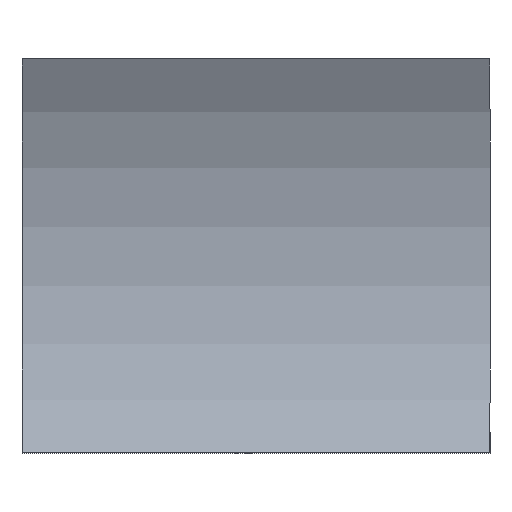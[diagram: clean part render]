
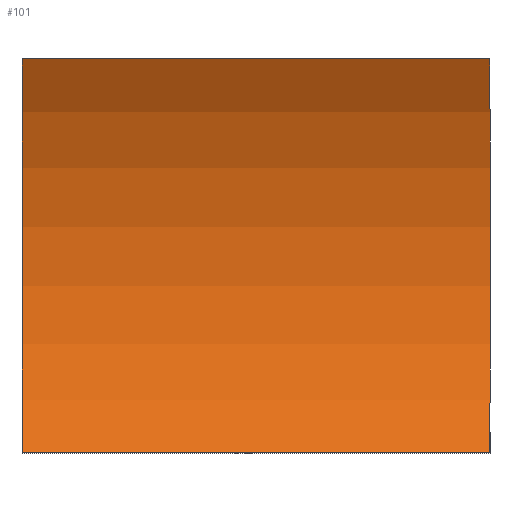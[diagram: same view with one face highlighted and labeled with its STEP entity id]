
A CAD part, top view. The second image highlights one B-rep face of the part: STEP entity #101.
In plain terms, the highlighted cylindrical face has radius 78.227 mm (diameter 156.455 mm), a partial arc.
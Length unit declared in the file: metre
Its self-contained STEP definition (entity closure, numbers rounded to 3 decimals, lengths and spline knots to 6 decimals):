
#12=CYLINDRICAL_SURFACE('',#122,0.078227);
#13=CIRCLE('',#117,0.078227);
#14=CIRCLE('',#120,0.078227);
#35=ORIENTED_EDGE('',*,*,#50,.F.);
#36=ORIENTED_EDGE('',*,*,#41,.T.);
#37=ORIENTED_EDGE('',*,*,#45,.T.);
#38=ORIENTED_EDGE('',*,*,#48,.F.);
#41=EDGE_CURVE('',#54,#53,#61,.T.);
#45=EDGE_CURVE('',#53,#56,#13,.T.);
#48=EDGE_CURVE('',#58,#56,#67,.T.);
#50=EDGE_CURVE('',#54,#58,#14,.F.);
#53=VERTEX_POINT('',#157);
#54=VERTEX_POINT('',#159);
#56=VERTEX_POINT('',#165);
#58=VERTEX_POINT('',#171);
#61=LINE('',#158,#71);
#67=LINE('',#172,#77);
#71=VECTOR('',#129,1.);
#77=VECTOR('',#141,1.);
#84=EDGE_LOOP('',(#35,#36,#37,#38));
#90=FACE_BOUND('',#84,.T.);
#101=ADVANCED_FACE('',(#90),#12,.F.);
#117=AXIS2_PLACEMENT_3D('',#166,#135,#136);
#120=AXIS2_PLACEMENT_3D('',#175,#145,#146);
#122=AXIS2_PLACEMENT_3D('',#177,#149,#150);
#129=DIRECTION('',(-1.,0.,0.));
#135=DIRECTION('',(-1.,0.,0.));
#136=DIRECTION('',(0.,0.,1.));
#141=DIRECTION('',(-1.,0.,0.));
#145=DIRECTION('',(1.,0.,0.));
#146=DIRECTION('',(0.,1.,0.));
#149=DIRECTION('',(-1.,0.,0.));
#150=DIRECTION('',(0.,0.,1.));
#157=CARTESIAN_POINT('',(-0.071759,0.074151,0.014));
#158=CARTESIAN_POINT('',(0.023243,0.074151,0.014));
#159=CARTESIAN_POINT('',(0.023241,0.074151,0.014));
#165=CARTESIAN_POINT('',(-0.071759,-0.005849,0.014));
#166=CARTESIAN_POINT('',(-0.071759,0.034151,0.081227));
#171=CARTESIAN_POINT('',(0.023241,-0.005849,0.014));
#172=CARTESIAN_POINT('',(0.023243,-0.005849,0.014));
#175=CARTESIAN_POINT('',(0.023241,0.034151,0.081227));
#177=CARTESIAN_POINT('',(0.023243,0.034151,0.081227));
